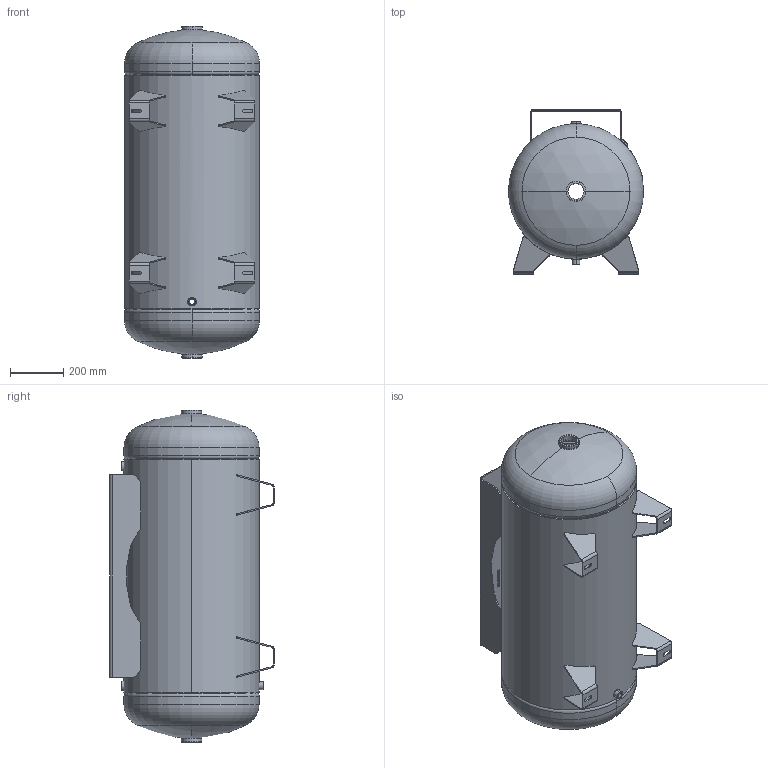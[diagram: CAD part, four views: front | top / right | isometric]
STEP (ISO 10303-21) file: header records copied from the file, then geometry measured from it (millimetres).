
FILE_DESCRIPTION (( 'STEP AP203' ), '1' );
FILE_NAME ('302475.STEP', '2012-03-06T17:06:44', ( '' ), ( '' ), 'SwSTEP 2.0', 'SolidWorks 2011', '' );
FILE_SCHEMA (( 'CONFIG_CONTROL_DESIGN' ));
Length unit declared in the file: inch
Products named in the file (1): 302475
Bounding box: 508 x 618.69 x 1248.56 mm (x, y, z)
Surface area: 4774778 mm2 (no closed solid volume)
Topology: 0 solids, 23 shells, 338 faces, 876 edges, 550 vertices
Faces by surface type: plane 143, cylinder 139, torus 36, bspline 14, sphere 6
Full cylindrical faces by diameter (mm): 496.468 x1, 508 x1
Entity records: 14203 total; most frequent: CARTESIAN_POINT 5727, DIRECTION 1844, ORIENTED_EDGE 1632, EDGE_CURVE 876, AXIS2_PLACEMENT_3D 703, VERTEX_POINT 550, VECTOR 438, LINE 438
